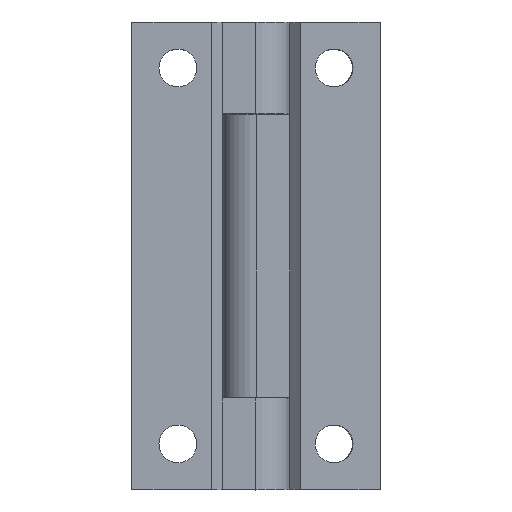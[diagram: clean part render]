
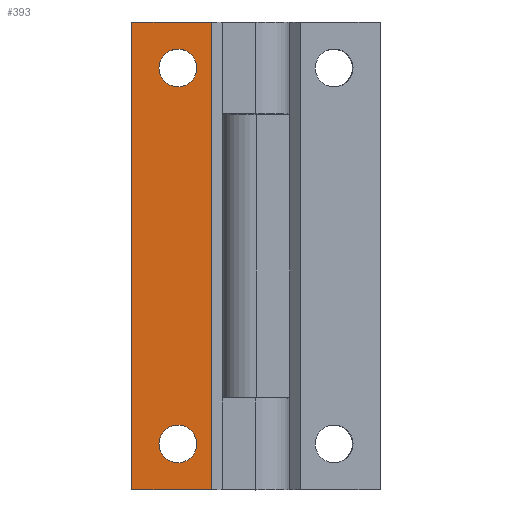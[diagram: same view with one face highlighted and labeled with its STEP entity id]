
A CAD part, top view. The second image highlights one B-rep face of the part: STEP entity #393.
In plain terms, the highlighted planar face has unit normal (0, 0, 1).
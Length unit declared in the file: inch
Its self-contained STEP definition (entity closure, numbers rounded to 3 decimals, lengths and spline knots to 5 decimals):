
#4 = EDGE_CURVE ( 'NONE', #855, #1572, #301, .T. ) ;
#51 = EDGE_CURVE ( 'NONE', #208, #239, #260, .T. ) ;
#60 = CARTESIAN_POINT ( 'NONE',  ( 0., 1.32, 0.125 ) ) ;
#64 = VECTOR ( 'NONE', #1684, 39.37008 ) ;
#72 = EDGE_CURVE ( 'NONE', #658, #1059, #594, .T. ) ;
#146 = DIRECTION ( 'NONE',  ( 0., 0., -1. ) ) ;
#172 = AXIS2_PLACEMENT_3D ( 'NONE', #60, #359, #1373 ) ;
#208 = VERTEX_POINT ( 'NONE', #1649 ) ;
#239 = VERTEX_POINT ( 'NONE', #1495 ) ;
#260 = LINE ( 'NONE', #1000, #964 ) ;
#301 = CIRCLE ( 'NONE', #1422, 0.05325 ) ;
#303 = DIRECTION ( 'NONE',  ( 0., 0., -1. ) ) ;
#357 = CARTESIAN_POINT ( 'NONE',  ( -0.21964, 0.12967, 0.125 ) ) ;
#359 = DIRECTION ( 'NONE',  ( 0., 0., -1. ) ) ;
#393 = ADVANCED_FACE ( 'NONE', ( #571, #1718, #1766 ), #781, .F. ) ;
#438 = EDGE_LOOP ( 'NONE', ( #1693, #1419 ) ) ;
#501 = DIRECTION ( 'NONE',  ( -1., 0., 0. ) ) ;
#502 = LINE ( 'NONE', #906, #64 ) ;
#536 = ORIENTED_EDGE ( 'NONE', *, *, #1445, .T. ) ;
#560 = ORIENTED_EDGE ( 'NONE', *, *, #1455, .T. ) ;
#571 = FACE_BOUND ( 'NONE', #438, .T. ) ;
#572 = CARTESIAN_POINT ( 'NONE',  ( -0.16639, 0.12967, 0.125 ) ) ;
#594 = CIRCLE ( 'NONE', #1743, 0.05325 ) ;
#622 = DIRECTION ( 'NONE',  ( 0., 0., -1. ) ) ;
#623 = DIRECTION ( 'NONE',  ( 1., 0., 0. ) ) ;
#658 = VERTEX_POINT ( 'NONE', #1530 ) ;
#662 = CARTESIAN_POINT ( 'NONE',  ( -0.27289, 1.19033, 0.125 ) ) ;
#685 = ORIENTED_EDGE ( 'NONE', *, *, #72, .T. ) ;
#751 = EDGE_CURVE ( 'NONE', #239, #827, #1591, .T. ) ;
#781 = PLANE ( 'NONE',  #172 ) ;
#785 = VECTOR ( 'NONE', #1752, 39.37008 ) ;
#827 = VERTEX_POINT ( 'NONE', #1092 ) ;
#855 = VERTEX_POINT ( 'NONE', #1411 ) ;
#862 = ORIENTED_EDGE ( 'NONE', *, *, #1882, .F. ) ;
#872 = CIRCLE ( 'NONE', #1819, 0.05325 ) ;
#906 = CARTESIAN_POINT ( 'NONE',  ( -0.34934, 1.32, 0.125 ) ) ;
#946 = VECTOR ( 'NONE', #623, 39.37008 ) ;
#964 = VECTOR ( 'NONE', #1465, 39.37008 ) ;
#988 = AXIS2_PLACEMENT_3D ( 'NONE', #1501, #622, #1672 ) ;
#1000 = CARTESIAN_POINT ( 'NONE',  ( 0., 0., 0.125 ) ) ;
#1014 = VERTEX_POINT ( 'NONE', #1290 ) ;
#1059 = VERTEX_POINT ( 'NONE', #572 ) ;
#1092 = CARTESIAN_POINT ( 'NONE',  ( -0.125, 1.32, 0.125 ) ) ;
#1146 = EDGE_LOOP ( 'NONE', ( #1750, #1623, #862, #536 ) ) ;
#1161 = CARTESIAN_POINT ( 'NONE',  ( -0.21964, 0.12967, 0.125 ) ) ;
#1278 = CIRCLE ( 'NONE', #988, 0.05325 ) ;
#1290 = CARTESIAN_POINT ( 'NONE',  ( -0.34934, 1.32, 0.125 ) ) ;
#1301 = CARTESIAN_POINT ( 'NONE',  ( -0.21964, 1.19033, 0.125 ) ) ;
#1309 = DIRECTION ( 'NONE',  ( -1., 0., 0. ) ) ;
#1310 = LINE ( 'NONE', #1504, #946 ) ;
#1316 = DIRECTION ( 'NONE',  ( -1., 0., 0. ) ) ;
#1369 = DIRECTION ( 'NONE',  ( 0., 0., -1. ) ) ;
#1373 = DIRECTION ( 'NONE',  ( -1., 0., 0. ) ) ;
#1374 = EDGE_CURVE ( 'NONE', #1572, #855, #1278, .T. ) ;
#1399 = EDGE_LOOP ( 'NONE', ( #685, #560 ) ) ;
#1411 = CARTESIAN_POINT ( 'NONE',  ( -0.16639, 1.19033, 0.125 ) ) ;
#1419 = ORIENTED_EDGE ( 'NONE', *, *, #4, .T. ) ;
#1422 = AXIS2_PLACEMENT_3D ( 'NONE', #1301, #146, #1309 ) ;
#1445 = EDGE_CURVE ( 'NONE', #1014, #208, #502, .T. ) ;
#1455 = EDGE_CURVE ( 'NONE', #1059, #658, #872, .T. ) ;
#1465 = DIRECTION ( 'NONE',  ( 1., 0., 0. ) ) ;
#1495 = CARTESIAN_POINT ( 'NONE',  ( -0.125, 0., 0.125 ) ) ;
#1501 = CARTESIAN_POINT ( 'NONE',  ( -0.21964, 1.19033, 0.125 ) ) ;
#1504 = CARTESIAN_POINT ( 'NONE',  ( 0., 1.32, 0.125 ) ) ;
#1530 = CARTESIAN_POINT ( 'NONE',  ( -0.27289, 0.12967, 0.125 ) ) ;
#1572 = VERTEX_POINT ( 'NONE', #662 ) ;
#1591 = LINE ( 'NONE', #1778, #785 ) ;
#1623 = ORIENTED_EDGE ( 'NONE', *, *, #751, .T. ) ;
#1649 = CARTESIAN_POINT ( 'NONE',  ( -0.34934, 0., 0.125 ) ) ;
#1672 = DIRECTION ( 'NONE',  ( -1., 0., 0. ) ) ;
#1684 = DIRECTION ( 'NONE',  ( 0., -1., 0. ) ) ;
#1693 = ORIENTED_EDGE ( 'NONE', *, *, #1374, .T. ) ;
#1718 = FACE_BOUND ( 'NONE', #1399, .T. ) ;
#1743 = AXIS2_PLACEMENT_3D ( 'NONE', #1161, #303, #1316 ) ;
#1750 = ORIENTED_EDGE ( 'NONE', *, *, #51, .T. ) ;
#1752 = DIRECTION ( 'NONE',  ( 0., 1., 0. ) ) ;
#1766 = FACE_OUTER_BOUND ( 'NONE', #1146, .T. ) ;
#1778 = CARTESIAN_POINT ( 'NONE',  ( -0.125, 0., 0.125 ) ) ;
#1819 = AXIS2_PLACEMENT_3D ( 'NONE', #357, #1369, #501 ) ;
#1882 = EDGE_CURVE ( 'NONE', #1014, #827, #1310, .T. ) ;
